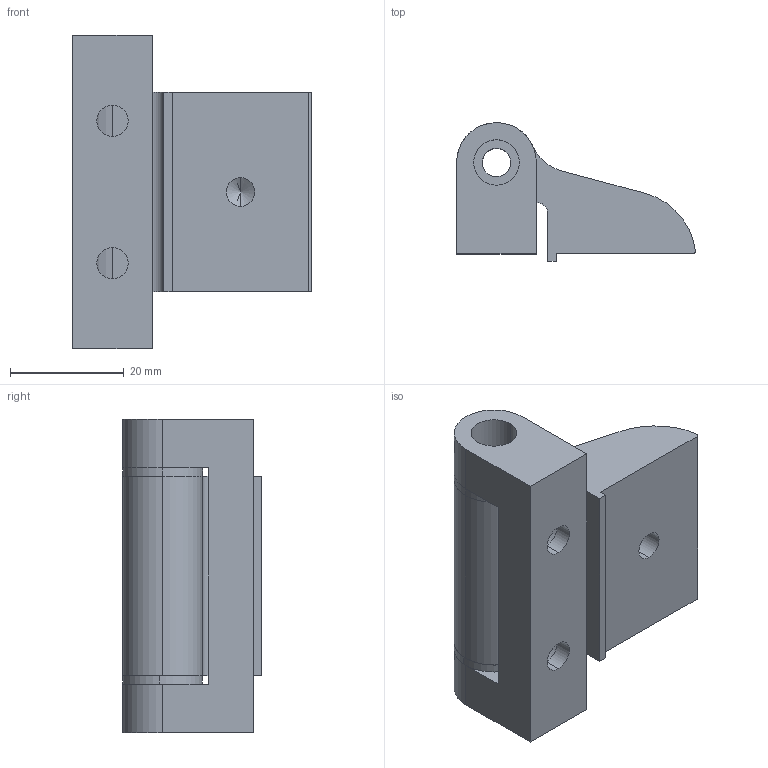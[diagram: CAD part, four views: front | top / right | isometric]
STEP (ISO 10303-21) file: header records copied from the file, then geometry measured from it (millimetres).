
FILE_DESCRIPTION (( 'STEP AP203' ), '1' );
FILE_NAME ('084.503.002.STEP', '2015-03-20T11:30:13', ( '' ), ( '' ), 'SwSTEP 2.0', 'SolidWorks 2012', '' );
FILE_SCHEMA (( 'CONFIG_CONTROL_DESIGN' ));
Length unit declared in the file: millimetre
Products named in the file (4): CERNIERA FISSA MACAP PICCOLA; CERNIERA MOBILE MACAP PICCOLA; BOCCOLA; 084.503.002
Assembly tree (4 placements, depth 2):
  084.503.002
    CERNIERA FISSA MACAP PICCOLA
    CERNIERA MOBILE MACAP PICCOLA
    BOCCOLA  x2
Bounding box: 41.94 x 24.3 x 55 mm (x, y, z)
Volume: 22538.2 mm3; surface area: 10878 mm2
Topology: 4 solids, 4 shells, 56 faces, 136 edges, 89 vertices
Faces by surface type: cylinder 32, plane 22, cone 2
Entity records: 1964 total; most frequent: DIRECTION 292, CARTESIAN_POINT 260, ORIENTED_EDGE 244, EDGE_CURVE 122, AXIS2_PLACEMENT_3D 113, VERTEX_POINT 81, LINE 66, VECTOR 66
